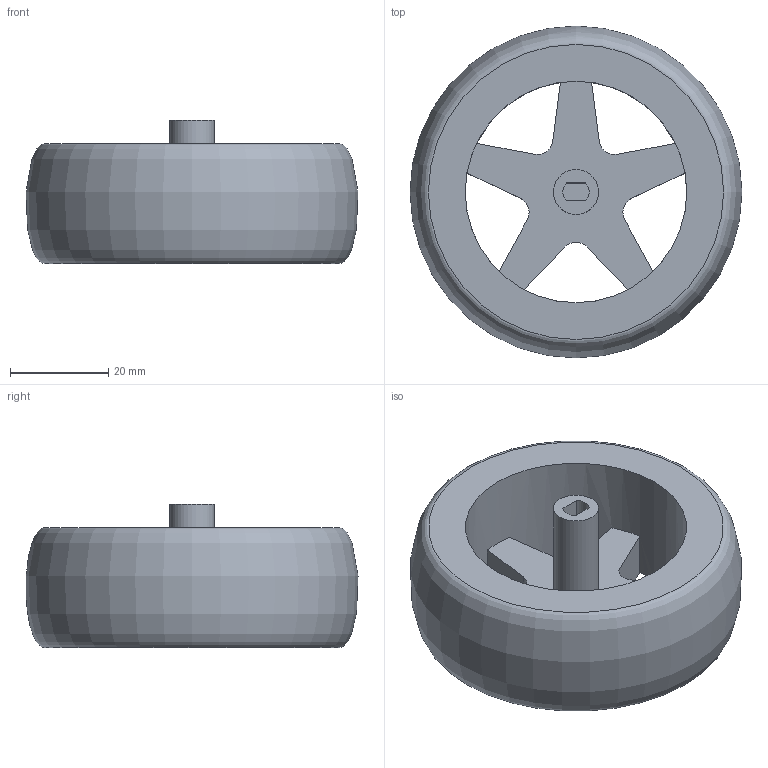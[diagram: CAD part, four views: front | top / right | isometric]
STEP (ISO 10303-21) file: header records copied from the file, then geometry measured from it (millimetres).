
FILE_DESCRIPTION(/* description */ ('Alibre Inc.'),/* implementation_level */ '2;1');
FILE_NAME(/* name */ 'export-8F6763AE-0E39-488B-92E5-E3780CA0887B',/* time_stamp */ '2021-10-23T20:02:35-04:00',/* author */ (''),/* organization */ (''),/* preprocessor_version */ 'ST-DEVELOPER v17',/* originating_system */ 'Alibre',/* authorisation */ '');
FILE_SCHEMA (('CONFIG_CONTROL_DESIGN'));
Length unit declared in the file: centimetre
Bounding box: 67.49 x 67.53 x 29.1 mm (x, y, z)
Volume: 52517.1 mm3; surface area: 15275.7 mm2
Topology: 1 solids, 1 shells, 31 faces, 87 edges, 58 vertices
Faces by surface type: plane 19, cylinder 11, revolution 1
Full cylindrical faces by diameter (mm): 9.144 x1, 9.525 x1, 15.24 x1, 45.034 x1
Entity records: 1056 total; most frequent: CARTESIAN_POINT 171, ORIENTED_EDGE 164, DIRECTION 150, EDGE_CURVE 82, AXIS2_PLACEMENT_3D 60, VERTEX_POINT 57, VECTOR 48, LINE 48
